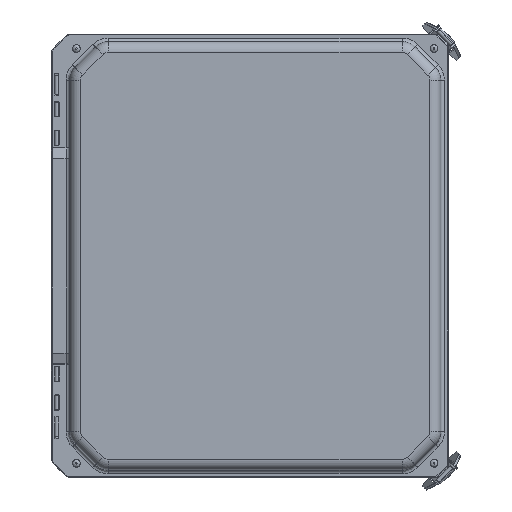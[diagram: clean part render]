
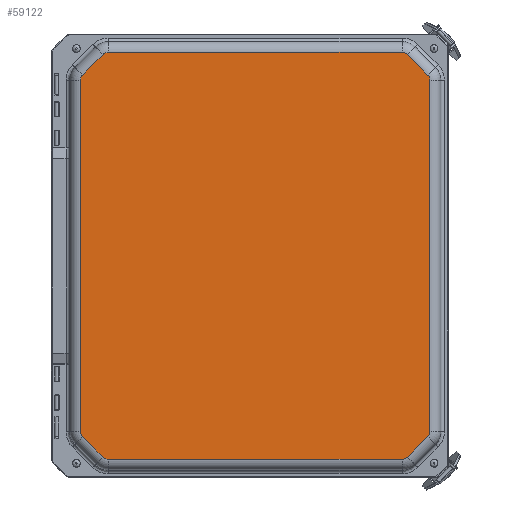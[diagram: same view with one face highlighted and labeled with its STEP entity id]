
A CAD part, top view. The second image highlights one B-rep face of the part: STEP entity #59122.
In plain terms, the highlighted planar face has unit normal (0, 0, 1).
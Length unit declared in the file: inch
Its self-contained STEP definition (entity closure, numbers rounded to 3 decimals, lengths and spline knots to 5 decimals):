
#1570 = VERTEX_POINT ( 'NONE', #102187 ) ;
#2085 = DIRECTION ( 'NONE',  ( 0., 0., 1. ) ) ;
#4991 = DIRECTION ( 'NONE',  ( 0., -1., 0. ) ) ;
#5739 = ORIENTED_EDGE ( 'NONE', *, *, #103497, .F. ) ;
#5948 = CARTESIAN_POINT ( 'NONE',  ( 5.13306, 6.8515, 6.343 ) ) ;
#6268 = CARTESIAN_POINT ( 'NONE',  ( 5.13306, 7.10536, 6.343 ) ) ;
#8035 = ORIENTED_EDGE ( 'NONE', *, *, #58882, .F. ) ;
#8849 = CARTESIAN_POINT ( 'NONE',  ( 5.31256, -7.031, 6.343 ) ) ;
#9742 = CARTESIAN_POINT ( 'NONE',  ( -5.13506, -7.10536, 6.343 ) ) ;
#10503 = DIRECTION ( 'NONE',  ( 1., 0., 0. ) ) ;
#10517 = VECTOR ( 'NONE', #62667, 39.37008 ) ;
#11144 = VERTEX_POINT ( 'NONE', #75347 ) ;
#12077 = DIRECTION ( 'NONE',  ( 0., -1., 0. ) ) ;
#13458 = EDGE_CURVE ( 'NONE', #82995, #23090, #25661, .T. ) ;
#13482 = DIRECTION ( 'NONE',  ( 0., 0., 1. ) ) ;
#15126 = DIRECTION ( 'NONE',  ( 0., 0., 1. ) ) ;
#15457 = VERTEX_POINT ( 'NONE', #73627 ) ;
#15799 = VERTEX_POINT ( 'NONE', #26324 ) ;
#15868 = CARTESIAN_POINT ( 'NONE',  ( 5.31256, 7.031, 6.343 ) ) ;
#18859 = ORIENTED_EDGE ( 'NONE', *, *, #61887, .F. ) ;
#20922 = VECTOR ( 'NONE', #4991, 39.37008 ) ;
#21577 = FACE_OUTER_BOUND ( 'NONE', #53143, .T. ) ;
#23090 = VERTEX_POINT ( 'NONE', #6268 ) ;
#23282 = ORIENTED_EDGE ( 'NONE', *, *, #57651, .T. ) ;
#25381 = VERTEX_POINT ( 'NONE', #32485 ) ;
#25661 = CIRCLE ( 'NONE', #79165, 0.25386 ) ;
#25752 = CARTESIAN_POINT ( 'NONE',  ( 5.8495, -6.13506, 6.343 ) ) ;
#26324 = CARTESIAN_POINT ( 'NONE',  ( 6.10336, 6.13506, 6.343 ) ) ;
#27470 = CIRCLE ( 'NONE', #87012, 0.25386 ) ;
#28155 = VERTEX_POINT ( 'NONE', #112230 ) ;
#30225 = EDGE_CURVE ( 'NONE', #28155, #11144, #68493, .T. ) ;
#30301 = CARTESIAN_POINT ( 'NONE',  ( -5.13506, 6.8515, 6.343 ) ) ;
#32485 = CARTESIAN_POINT ( 'NONE',  ( -6.10536, -6.13506, 6.343 ) ) ;
#33376 = VERTEX_POINT ( 'NONE', #33502 ) ;
#33502 = CARTESIAN_POINT ( 'NONE',  ( -6.031, -6.31456, 6.343 ) ) ;
#33585 = EDGE_CURVE ( 'NONE', #40058, #69041, #88598, .T. ) ;
#34338 = CIRCLE ( 'NONE', #73109, 0.25386 ) ;
#34545 = CARTESIAN_POINT ( 'NONE',  ( -5.8515, 6.13506, 6.343 ) ) ;
#35581 = EDGE_CURVE ( 'NONE', #59452, #15457, #117037, .T. ) ;
#36830 = DIRECTION ( 'NONE',  ( 0.707, 0.707, 0. ) ) ;
#37930 = DIRECTION ( 'NONE',  ( 0., -1., 0. ) ) ;
#38643 = CARTESIAN_POINT ( 'NONE',  ( -6.10214, 6.24342, 6.343 ) ) ;
#39120 = AXIS2_PLACEMENT_3D ( 'NONE', #30301, #134561, #81579 ) ;
#40058 = VERTEX_POINT ( 'NONE', #83956 ) ;
#42176 = CIRCLE ( 'NONE', #63576, 0.25386 ) ;
#42624 = CARTESIAN_POINT ( 'NONE',  ( -6.10536, -3.06753, 6.343 ) ) ;
#42966 = DIRECTION ( 'NONE',  ( 0., 0., 1. ) ) ;
#43761 = VECTOR ( 'NONE', #80945, 39.37008 ) ;
#44546 = ORIENTED_EDGE ( 'NONE', *, *, #30225, .T. ) ;
#46429 = EDGE_CURVE ( 'NONE', #101851, #67706, #42176, .T. ) ;
#46824 = ORIENTED_EDGE ( 'NONE', *, *, #46429, .T. ) ;
#46858 = DIRECTION ( 'NONE',  ( 0.707, -0.707, 0. ) ) ;
#48171 = VECTOR ( 'NONE', #46858, 39.37008 ) ;
#48297 = VECTOR ( 'NONE', #112261, 39.37008 ) ;
#49311 = CARTESIAN_POINT ( 'NONE',  ( 6.10014, -6.24342, 6.343 ) ) ;
#51968 = DIRECTION ( 'NONE',  ( 0., 1., 0. ) ) ;
#52023 = DIRECTION ( 'NONE',  ( 1., 0., 0. ) ) ;
#53143 = EDGE_LOOP ( 'NONE', ( #23282, #124468, #57710, #114745, #83195, #18859, #117121, #5739, #92769, #68674, #107466, #8035, #44546, #65029, #46824, #92408 ) ) ;
#55693 = CARTESIAN_POINT ( 'NONE',  ( 5.13306, -6.8515, 6.343 ) ) ;
#57429 = DIRECTION ( 'NONE',  ( 0., -1., 0. ) ) ;
#57651 = EDGE_CURVE ( 'NONE', #25381, #33376, #27470, .T. ) ;
#57710 = ORIENTED_EDGE ( 'NONE', *, *, #93267, .T. ) ;
#58494 = EDGE_CURVE ( 'NONE', #25381, #67706, #113382, .T. ) ;
#58882 = EDGE_CURVE ( 'NONE', #28155, #23090, #136487, .T. ) ;
#59122 = ADVANCED_FACE ( 'NONE', ( #21577 ), #96704, .T. ) ;
#59159 = DIRECTION ( 'NONE',  ( 0., -1., 0. ) ) ;
#59452 = VERTEX_POINT ( 'NONE', #128241 ) ;
#60299 = EDGE_CURVE ( 'NONE', #40058, #113176, #89513, .T. ) ;
#61300 = CARTESIAN_POINT ( 'NONE',  ( -6.031, 6.31456, 6.343 ) ) ;
#61887 = EDGE_CURVE ( 'NONE', #59452, #113176, #113616, .T. ) ;
#62667 = DIRECTION ( 'NONE',  ( -1., 0., 0. ) ) ;
#63576 = AXIS2_PLACEMENT_3D ( 'NONE', #34545, #2085, #98249 ) ;
#65029 = ORIENTED_EDGE ( 'NONE', *, *, #115411, .F. ) ;
#65284 = CARTESIAN_POINT ( 'NONE',  ( -5.8515, -6.13506, 6.343 ) ) ;
#66856 = DIRECTION ( 'NONE',  ( 0., 0., 1. ) ) ;
#67706 = VERTEX_POINT ( 'NONE', #109958 ) ;
#68041 = CARTESIAN_POINT ( 'NONE',  ( -5.13506, -6.8515, 6.343 ) ) ;
#68493 = CIRCLE ( 'NONE', #39120, 0.25386 ) ;
#68674 = ORIENTED_EDGE ( 'NONE', *, *, #122371, .F. ) ;
#69041 = VERTEX_POINT ( 'NONE', #9742 ) ;
#71613 = DIRECTION ( 'NONE',  ( 0., 0., 1. ) ) ;
#73002 = AXIS2_PLACEMENT_3D ( 'NONE', #108286, #13482, #109185 ) ;
#73109 = AXIS2_PLACEMENT_3D ( 'NONE', #68041, #79660, #59159 ) ;
#73555 = VECTOR ( 'NONE', #51968, 39.37008 ) ;
#73627 = CARTESIAN_POINT ( 'NONE',  ( 6.10336, -6.13506, 6.343 ) ) ;
#75347 = CARTESIAN_POINT ( 'NONE',  ( -5.31456, 7.031, 6.343 ) ) ;
#76550 = LINE ( 'NONE', #78511, #48171 ) ;
#76732 = LINE ( 'NONE', #38643, #118273 ) ;
#78511 = CARTESIAN_POINT ( 'NONE',  ( 5.74192, 6.60164, 6.343 ) ) ;
#79058 = EDGE_CURVE ( 'NONE', #15799, #80995, #131766, .T. ) ;
#79165 = AXIS2_PLACEMENT_3D ( 'NONE', #5948, #112329, #37930 ) ;
#79660 = DIRECTION ( 'NONE',  ( 0., 0., 1. ) ) ;
#80945 = DIRECTION ( 'NONE',  ( -0.707, -0.707, 0. ) ) ;
#80995 = VERTEX_POINT ( 'NONE', #119480 ) ;
#81579 = DIRECTION ( 'NONE',  ( 1., 0., 0. ) ) ;
#82995 = VERTEX_POINT ( 'NONE', #15868 ) ;
#83195 = ORIENTED_EDGE ( 'NONE', *, *, #60299, .T. ) ;
#83956 = CARTESIAN_POINT ( 'NONE',  ( 5.13306, -7.10536, 6.343 ) ) ;
#84029 = CARTESIAN_POINT ( 'NONE',  ( 5.8495, 6.13506, 6.343 ) ) ;
#87012 = AXIS2_PLACEMENT_3D ( 'NONE', #65284, #42966, #10503 ) ;
#88598 = LINE ( 'NONE', #123170, #10517 ) ;
#89513 = CIRCLE ( 'NONE', #130119, 0.25386 ) ;
#92408 = ORIENTED_EDGE ( 'NONE', *, *, #58494, .F. ) ;
#92769 = ORIENTED_EDGE ( 'NONE', *, *, #79058, .T. ) ;
#93267 = EDGE_CURVE ( 'NONE', #1570, #69041, #34338, .T. ) ;
#96704 = PLANE ( 'NONE',  #73002 ) ;
#96744 = EDGE_CURVE ( 'NONE', #1570, #33376, #114302, .T. ) ;
#98249 = DIRECTION ( 'NONE',  ( 1., 0., 0. ) ) ;
#101097 = CARTESIAN_POINT ( 'NONE',  ( -2.56803, 7.10536, 6.343 ) ) ;
#101851 = VERTEX_POINT ( 'NONE', #61300 ) ;
#102187 = CARTESIAN_POINT ( 'NONE',  ( -5.31456, -7.031, 6.343 ) ) ;
#103497 = EDGE_CURVE ( 'NONE', #15799, #15457, #125787, .T. ) ;
#107466 = ORIENTED_EDGE ( 'NONE', *, *, #13458, .T. ) ;
#108286 = CARTESIAN_POINT ( 'NONE',  ( -0.001, 0., 6.343 ) ) ;
#109185 = DIRECTION ( 'NONE',  ( 1., 0., 0. ) ) ;
#109958 = CARTESIAN_POINT ( 'NONE',  ( -6.10536, 6.13506, 6.343 ) ) ;
#112230 = CARTESIAN_POINT ( 'NONE',  ( -5.13506, 7.10536, 6.343 ) ) ;
#112261 = DIRECTION ( 'NONE',  ( 1., 0., 0. ) ) ;
#112329 = DIRECTION ( 'NONE',  ( 0., 0., 1. ) ) ;
#113176 = VERTEX_POINT ( 'NONE', #8849 ) ;
#113382 = LINE ( 'NONE', #42624, #73555 ) ;
#113616 = LINE ( 'NONE', #49311, #43761 ) ;
#113771 = AXIS2_PLACEMENT_3D ( 'NONE', #84029, #71613, #52023 ) ;
#114302 = LINE ( 'NONE', #116795, #119289 ) ;
#114745 = ORIENTED_EDGE ( 'NONE', *, *, #33585, .F. ) ;
#115411 = EDGE_CURVE ( 'NONE', #101851, #11144, #76732, .T. ) ;
#116795 = CARTESIAN_POINT ( 'NONE',  ( -5.74392, -6.60164, 6.343 ) ) ;
#117037 = CIRCLE ( 'NONE', #137924, 0.25386 ) ;
#117121 = ORIENTED_EDGE ( 'NONE', *, *, #35581, .T. ) ;
#117255 = DIRECTION ( 'NONE',  ( -0.707, 0.707, 0. ) ) ;
#118273 = VECTOR ( 'NONE', #36830, 39.37008 ) ;
#119289 = VECTOR ( 'NONE', #117255, 39.37008 ) ;
#119480 = CARTESIAN_POINT ( 'NONE',  ( 6.029, 6.31456, 6.343 ) ) ;
#122371 = EDGE_CURVE ( 'NONE', #82995, #80995, #76550, .T. ) ;
#123170 = CARTESIAN_POINT ( 'NONE',  ( 2.56603, -7.10536, 6.343 ) ) ;
#124468 = ORIENTED_EDGE ( 'NONE', *, *, #96744, .F. ) ;
#125787 = LINE ( 'NONE', #131825, #20922 ) ;
#128241 = CARTESIAN_POINT ( 'NONE',  ( 6.029, -6.31456, 6.343 ) ) ;
#130119 = AXIS2_PLACEMENT_3D ( 'NONE', #55693, #66856, #12077 ) ;
#131766 = CIRCLE ( 'NONE', #113771, 0.25386 ) ;
#131825 = CARTESIAN_POINT ( 'NONE',  ( 6.10336, 3.06753, 6.343 ) ) ;
#134561 = DIRECTION ( 'NONE',  ( 0., 0., 1. ) ) ;
#136487 = LINE ( 'NONE', #101097, #48297 ) ;
#137924 = AXIS2_PLACEMENT_3D ( 'NONE', #25752, #15126, #57429 ) ;
